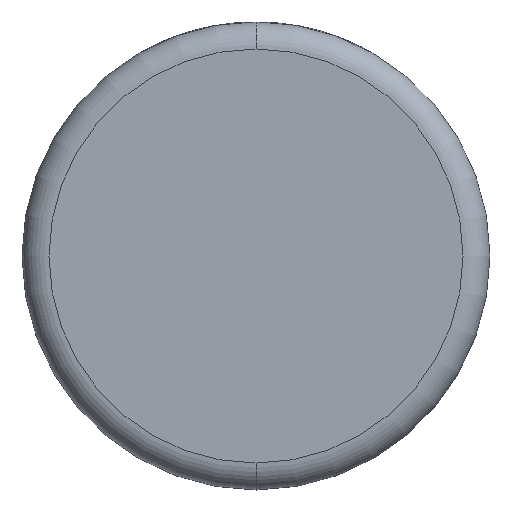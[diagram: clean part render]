
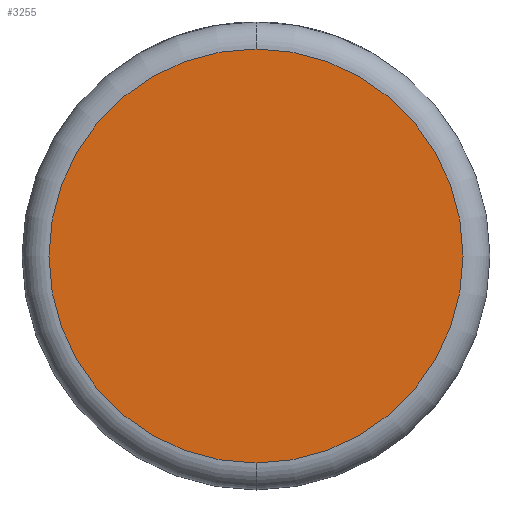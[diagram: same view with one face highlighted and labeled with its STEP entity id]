
A CAD part, front view. The second image highlights one B-rep face of the part: STEP entity #3255.
In plain terms, the highlighted planar face has unit normal (0, -1, 0).
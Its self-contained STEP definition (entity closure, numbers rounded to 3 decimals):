
#485 = VERTEX_POINT ( 'NONE', #1311 ) ;
#762 = AXIS2_PLACEMENT_3D ( 'NONE', #2921, #941, #3489 ) ;
#834 = ORIENTED_EDGE ( 'NONE', *, *, #3391, .T. ) ;
#941 = DIRECTION ( 'NONE',  ( 0., -1., 0. ) ) ;
#1048 = CIRCLE ( 'NONE', #762, 13.714 ) ;
#1209 = VERTEX_POINT ( 'NONE', #3742 ) ;
#1311 = CARTESIAN_POINT ( 'NONE',  ( 0., 0., -13.714 ) ) ;
#1939 = EDGE_CURVE ( 'NONE', #1209, #485, #1048, .T. ) ;
#1991 = AXIS2_PLACEMENT_3D ( 'NONE', #2813, #2831, #2856 ) ;
#2159 = FACE_OUTER_BOUND ( 'NONE', #2747, .T. ) ;
#2260 = DIRECTION ( 'NONE',  ( 0., -1., 0. ) ) ;
#2276 = CIRCLE ( 'NONE', #4120, 13.714 ) ;
#2620 = CARTESIAN_POINT ( 'NONE',  ( 0., 0., 0. ) ) ;
#2747 = EDGE_LOOP ( 'NONE', ( #3089, #834 ) ) ;
#2813 = CARTESIAN_POINT ( 'NONE',  ( 0., 0., 0. ) ) ;
#2831 = DIRECTION ( 'NONE',  ( 0., 1., 0. ) ) ;
#2856 = DIRECTION ( 'NONE',  ( 0., 0., 1. ) ) ;
#2921 = CARTESIAN_POINT ( 'NONE',  ( 0., 0., 0. ) ) ;
#3089 = ORIENTED_EDGE ( 'NONE', *, *, #1939, .T. ) ;
#3167 = PLANE ( 'NONE',  #1991 ) ;
#3255 = ADVANCED_FACE ( 'NONE', ( #2159 ), #3167, .F. ) ;
#3391 = EDGE_CURVE ( 'NONE', #485, #1209, #2276, .T. ) ;
#3489 = DIRECTION ( 'NONE',  ( 0., 0., 1. ) ) ;
#3569 = DIRECTION ( 'NONE',  ( 0., 0., 1. ) ) ;
#3742 = CARTESIAN_POINT ( 'NONE',  ( 0., 0., 13.714 ) ) ;
#4120 = AXIS2_PLACEMENT_3D ( 'NONE', #2620, #2260, #3569 ) ;
